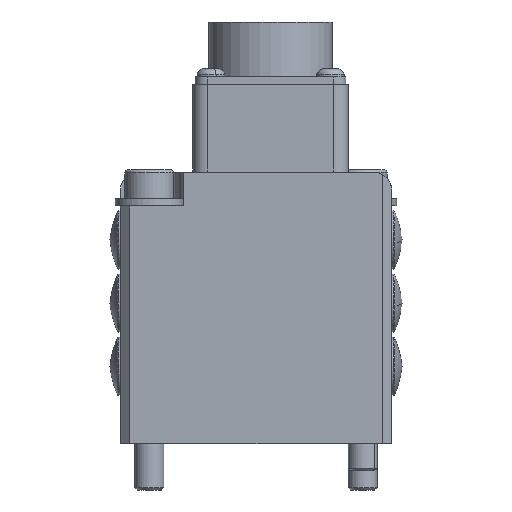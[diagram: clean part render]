
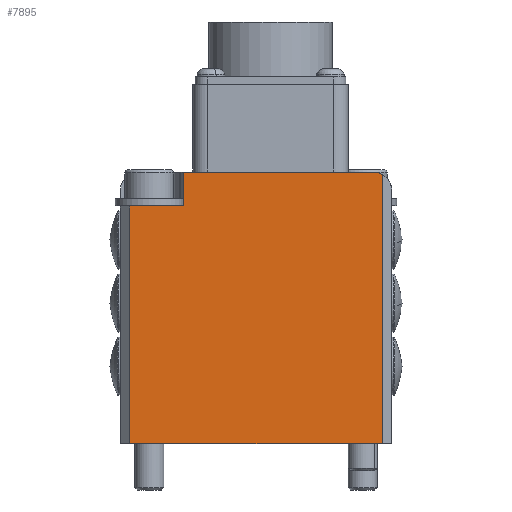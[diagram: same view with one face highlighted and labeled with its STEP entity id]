
A CAD part, front view. The second image highlights one B-rep face of the part: STEP entity #7895.
In plain terms, the highlighted planar face has unit normal (0, -1, 0).
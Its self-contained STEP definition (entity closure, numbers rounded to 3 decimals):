
#212 = VERTEX_POINT ( 'NONE', #27608 ) ;
#417 = DIRECTION ( 'NONE',  ( 0., 0., -1. ) ) ;
#770 = CARTESIAN_POINT ( 'NONE',  ( -26., -23., 0. ) ) ;
#2248 = EDGE_CURVE ( 'NONE', #8995, #212, #25535, .T. ) ;
#2533 = VECTOR ( 'NONE', #417, 1000. ) ;
#3258 = AXIS2_PLACEMENT_3D ( 'NONE', #26558, #10787, #29198 ) ;
#3513 = ORIENTED_EDGE ( 'NONE', *, *, #25118, .T. ) ;
#4142 = VERTEX_POINT ( 'NONE', #25410 ) ;
#5420 = EDGE_LOOP ( 'NONE', ( #3513, #13813, #7083, #18408, #25078, #20913, #26412 ) ) ;
#5828 = CARTESIAN_POINT ( 'NONE',  ( 26., -23., 56. ) ) ;
#6522 = CARTESIAN_POINT ( 'NONE',  ( -15., -23., 49. ) ) ;
#7083 = ORIENTED_EDGE ( 'NONE', *, *, #15742, .F. ) ;
#7679 = CARTESIAN_POINT ( 'NONE',  ( 24., -23., 52. ) ) ;
#7895 = ADVANCED_FACE ( 'NONE', ( #10841 ), #18623, .F. ) ;
#8995 = VERTEX_POINT ( 'NONE', #11253 ) ;
#9506 = CARTESIAN_POINT ( 'NONE',  ( -28., -23., 56. ) ) ;
#9518 = LINE ( 'NONE', #16155, #2533 ) ;
#9926 = EDGE_CURVE ( 'NONE', #12553, #29717, #9518, .T. ) ;
#10298 = CARTESIAN_POINT ( 'NONE',  ( -28., -23., 0. ) ) ;
#10328 = DIRECTION ( 'NONE',  ( 0., 0., 1. ) ) ;
#10787 = DIRECTION ( 'NONE',  ( 0., 1., 0. ) ) ;
#10841 = FACE_OUTER_BOUND ( 'NONE', #5420, .T. ) ;
#11253 = CARTESIAN_POINT ( 'NONE',  ( 26., -23., 55.464 ) ) ;
#11683 = LINE ( 'NONE', #5828, #24867 ) ;
#12329 = EDGE_CURVE ( 'NONE', #29717, #4142, #34011, .T. ) ;
#12553 = VERTEX_POINT ( 'NONE', #16440 ) ;
#12573 = CARTESIAN_POINT ( 'NONE',  ( -15., -23., 49. ) ) ;
#12928 = DIRECTION ( 'NONE',  ( 1., 0., 0. ) ) ;
#13025 = VECTOR ( 'NONE', #12928, 1000. ) ;
#13038 = AXIS2_PLACEMENT_3D ( 'NONE', #7679, #26078, #10328 ) ;
#13441 = EDGE_CURVE ( 'NONE', #28333, #12553, #33106, .T. ) ;
#13737 = CARTESIAN_POINT ( 'NONE',  ( -15., -23., 29.151 ) ) ;
#13813 = ORIENTED_EDGE ( 'NONE', *, *, #2248, .T. ) ;
#15376 = VECTOR ( 'NONE', #25247, 1000. ) ;
#15742 = EDGE_CURVE ( 'NONE', #23320, #212, #16193, .T. ) ;
#15933 = VECTOR ( 'NONE', #16396, 1000. ) ;
#16155 = CARTESIAN_POINT ( 'NONE',  ( -26., -23., 56. ) ) ;
#16193 = LINE ( 'NONE', #9506, #15376 ) ;
#16396 = DIRECTION ( 'NONE',  ( 0., 0., 1. ) ) ;
#16440 = CARTESIAN_POINT ( 'NONE',  ( -26., -23., 49. ) ) ;
#17552 = LINE ( 'NONE', #13737, #15933 ) ;
#18408 = ORIENTED_EDGE ( 'NONE', *, *, #32808, .F. ) ;
#18623 = PLANE ( 'NONE',  #3258 ) ;
#19150 = DIRECTION ( 'NONE',  ( 0., 0., 1. ) ) ;
#20913 = ORIENTED_EDGE ( 'NONE', *, *, #9926, .T. ) ;
#23320 = VERTEX_POINT ( 'NONE', #27802 ) ;
#24867 = VECTOR ( 'NONE', #19150, 1000. ) ;
#25078 = ORIENTED_EDGE ( 'NONE', *, *, #13441, .T. ) ;
#25118 = EDGE_CURVE ( 'NONE', #4142, #8995, #11683, .T. ) ;
#25247 = DIRECTION ( 'NONE',  ( 1., 0., 0. ) ) ;
#25312 = VECTOR ( 'NONE', #28343, 1000. ) ;
#25410 = CARTESIAN_POINT ( 'NONE',  ( 26., -23., 0. ) ) ;
#25535 = CIRCLE ( 'NONE', #13038, 4. ) ;
#26078 = DIRECTION ( 'NONE',  ( 0., -1., 0. ) ) ;
#26412 = ORIENTED_EDGE ( 'NONE', *, *, #12329, .T. ) ;
#26558 = CARTESIAN_POINT ( 'NONE',  ( -28., -23., 56. ) ) ;
#27608 = CARTESIAN_POINT ( 'NONE',  ( 24., -23., 56. ) ) ;
#27802 = CARTESIAN_POINT ( 'NONE',  ( -15., -23., 56. ) ) ;
#28333 = VERTEX_POINT ( 'NONE', #6522 ) ;
#28343 = DIRECTION ( 'NONE',  ( -1., 0., 0. ) ) ;
#29198 = DIRECTION ( 'NONE',  ( 0., 0., 1. ) ) ;
#29717 = VERTEX_POINT ( 'NONE', #770 ) ;
#32808 = EDGE_CURVE ( 'NONE', #28333, #23320, #17552, .T. ) ;
#33106 = LINE ( 'NONE', #12573, #25312 ) ;
#34011 = LINE ( 'NONE', #10298, #13025 ) ;
